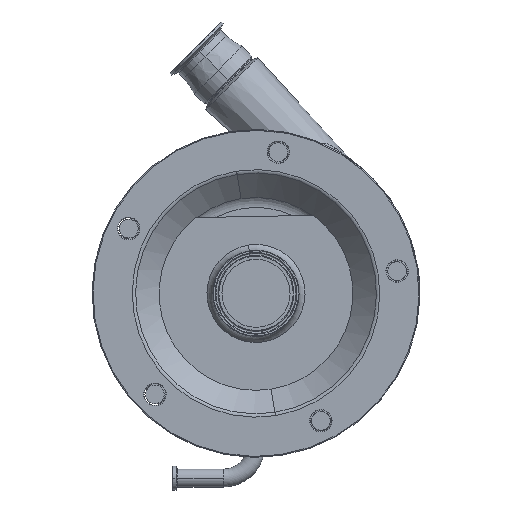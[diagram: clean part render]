
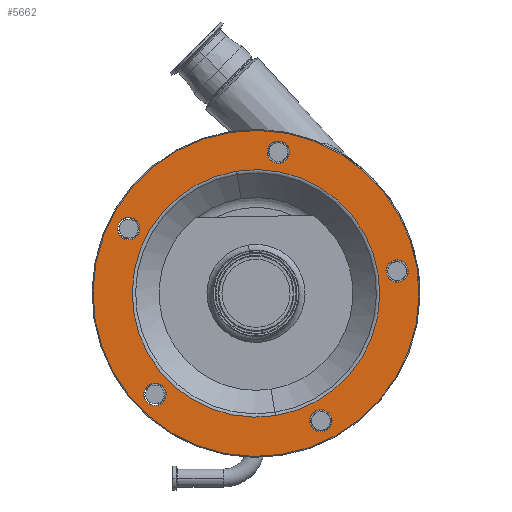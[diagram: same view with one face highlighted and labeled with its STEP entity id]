
A CAD part, top view. The second image highlights one B-rep face of the part: STEP entity #5662.
In plain terms, the highlighted planar face has unit normal (0, 0, 1).
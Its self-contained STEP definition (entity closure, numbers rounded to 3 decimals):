
#24 = AXIS2_PLACEMENT_3D ( 'NONE', #6624, #14584, #12219 ) ;
#199 = CARTESIAN_POINT ( 'NONE',  ( -135.878, 69.234, 303.5 ) ) ;
#215 = VERTEX_POINT ( 'NONE', #24038 ) ;
#460 = AXIS2_PLACEMENT_3D ( 'NONE', #11645, #23910, #19764 ) ;
#509 = EDGE_CURVE ( 'NONE', #18785, #15691, #20847, .T. ) ;
#533 = CARTESIAN_POINT ( 'NONE',  ( 23.856, 150.622, 303.5 ) ) ;
#582 = CARTESIAN_POINT ( 'NONE',  ( -137.756, 81.086, 303.5 ) ) ;
#704 = EDGE_LOOP ( 'NONE', ( #9092, #1298 ) ) ;
#761 = AXIS2_PLACEMENT_3D ( 'NONE', #17606, #9507, #24014 ) ;
#804 = ORIENTED_EDGE ( 'NONE', *, *, #24394, .T. ) ;
#924 = DIRECTION ( 'NONE',  ( 0., 0., -1. ) ) ;
#988 = EDGE_CURVE ( 'NONE', #11102, #22885, #16857, .T. ) ;
#1047 = EDGE_LOOP ( 'NONE', ( #14233, #804 ) ) ;
#1179 = AXIS2_PLACEMENT_3D ( 'NONE', #13814, #16063, #25705 ) ;
#1298 = ORIENTED_EDGE ( 'NONE', *, *, #22472, .T. ) ;
#1339 = DIRECTION ( 'NONE',  ( 0., 0., -1. ) ) ;
#1635 = DIRECTION ( 'NONE',  ( 0.156, -0.988, 0. ) ) ;
#1787 = ORIENTED_EDGE ( 'NONE', *, *, #25391, .T. ) ;
#2134 = CARTESIAN_POINT ( 'NONE',  ( 20.66, -130.445, 303.5 ) ) ;
#2164 = CARTESIAN_POINT ( 'NONE',  ( -135.878, 69.234, 303.5 ) ) ;
#2268 = CARTESIAN_POINT ( 'NONE',  ( 27.22, -171.858, 303.5 ) ) ;
#2469 = ORIENTED_EDGE ( 'NONE', *, *, #22790, .T. ) ;
#2567 = ORIENTED_EDGE ( 'NONE', *, *, #15192, .F. ) ;
#2815 = VERTEX_POINT ( 'NONE', #15980 ) ;
#2879 = CIRCLE ( 'NONE', #12626, 12. ) ;
#2943 = ORIENTED_EDGE ( 'NONE', *, *, #19855, .T. ) ;
#3085 = AXIS2_PLACEMENT_3D ( 'NONE', #2164, #16533, #10281 ) ;
#3362 = PLANE ( 'NONE',  #12864 ) ;
#3500 = FACE_BOUND ( 'NONE', #704, .T. ) ;
#3589 = EDGE_CURVE ( 'NONE', #24231, #25917, #14054, .T. ) ;
#3647 = CIRCLE ( 'NONE', #18508, 12. ) ;
#3663 = ORIENTED_EDGE ( 'NONE', *, *, #14896, .T. ) ;
#3861 = EDGE_CURVE ( 'NONE', #17337, #12930, #5995, .T. ) ;
#4179 = CARTESIAN_POINT ( 'NONE',  ( 67.356, -124.026, 303.5 ) ) ;
#4512 = CARTESIAN_POINT ( 'NONE',  ( 148.745, 35.709, 303.5 ) ) ;
#4734 = DIRECTION ( 'NONE',  ( 0.156, -0.988, 0. ) ) ;
#4746 = AXIS2_PLACEMENT_3D ( 'NONE', #15327, #8971, #13088 ) ;
#4795 = ORIENTED_EDGE ( 'NONE', *, *, #988, .F. ) ;
#5634 = CIRCLE ( 'NONE', #23915, 12. ) ;
#5662 = ADVANCED_FACE ( 'NONE', ( #25868, #3500, #23867, #11464, #7631, #15460, #23488 ), #3362, .F. ) ;
#5995 = CIRCLE ( 'NONE', #20875, 12. ) ;
#5997 = CIRCLE ( 'NONE', #17034, 12. ) ;
#6534 = CARTESIAN_POINT ( 'NONE',  ( 150.622, 23.856, 303.5 ) ) ;
#6624 = CARTESIAN_POINT ( 'NONE',  ( 0., 0., 303.5 ) ) ;
#6939 = DIRECTION ( 'NONE',  ( 0.156, -0.988, 0. ) ) ;
#7215 = EDGE_LOOP ( 'NONE', ( #20078, #8250 ) ) ;
#7294 = DIRECTION ( 'NONE',  ( 0.156, -0.988, 0. ) ) ;
#7323 = EDGE_CURVE ( 'NONE', #8778, #19400, #25683, .T. ) ;
#7631 = FACE_BOUND ( 'NONE', #10504, .T. ) ;
#8036 = CARTESIAN_POINT ( 'NONE',  ( 25.733, 138.77, 303.5 ) ) ;
#8045 = DIRECTION ( 'NONE',  ( 0., 0., -1. ) ) ;
#8250 = ORIENTED_EDGE ( 'NONE', *, *, #11717, .T. ) ;
#8575 = DIRECTION ( 'NONE',  ( 0.156, -0.988, 0. ) ) ;
#8650 = DIRECTION ( 'NONE',  ( 0.156, -0.988, 0. ) ) ;
#8778 = VERTEX_POINT ( 'NONE', #4179 ) ;
#8971 = DIRECTION ( 'NONE',  ( 0., 0., -1. ) ) ;
#9092 = ORIENTED_EDGE ( 'NONE', *, *, #3861, .T. ) ;
#9507 = DIRECTION ( 'NONE',  ( 0., 0., -1. ) ) ;
#9626 = CARTESIAN_POINT ( 'NONE',  ( -27.22, 171.858, 303.5 ) ) ;
#9754 = DIRECTION ( 'NONE',  ( 0., 0., -1. ) ) ;
#9831 = AXIS2_PLACEMENT_3D ( 'NONE', #12421, #16936, #23082 ) ;
#10075 = CIRCLE ( 'NONE', #761, 174. ) ;
#10281 = DIRECTION ( 'NONE',  ( 0.156, -0.988, 0. ) ) ;
#10504 = EDGE_LOOP ( 'NONE', ( #2469, #3663 ) ) ;
#11002 = CARTESIAN_POINT ( 'NONE',  ( 150.622, 23.856, 303.5 ) ) ;
#11092 = CIRCLE ( 'NONE', #9831, 12. ) ;
#11102 = VERTEX_POINT ( 'NONE', #2268 ) ;
#11464 = FACE_BOUND ( 'NONE', #1047, .T. ) ;
#11645 = CARTESIAN_POINT ( 'NONE',  ( 69.234, -135.878, 303.5 ) ) ;
#11717 = EDGE_CURVE ( 'NONE', #25917, #24231, #3647, .T. ) ;
#11942 = CARTESIAN_POINT ( 'NONE',  ( 21.979, 162.475, 303.5 ) ) ;
#12219 = DIRECTION ( 'NONE',  ( 0.156, -0.988, 0. ) ) ;
#12385 = VERTEX_POINT ( 'NONE', #20350 ) ;
#12421 = CARTESIAN_POINT ( 'NONE',  ( -107.834, -107.834, 303.5 ) ) ;
#12626 = AXIS2_PLACEMENT_3D ( 'NONE', #6534, #23039, #6939 ) ;
#12642 = CIRCLE ( 'NONE', #1179, 132.071 ) ;
#12864 = AXIS2_PLACEMENT_3D ( 'NONE', #9626, #9754, #1635 ) ;
#12930 = VERTEX_POINT ( 'NONE', #26071 ) ;
#13015 = DIRECTION ( 'NONE',  ( 0.156, -0.988, 0. ) ) ;
#13088 = DIRECTION ( 'NONE',  ( 0.156, -0.988, 0. ) ) ;
#13814 = CARTESIAN_POINT ( 'NONE',  ( 0., 0., 303.5 ) ) ;
#13946 = DIRECTION ( 'NONE',  ( 0.156, -0.988, 0. ) ) ;
#14054 = CIRCLE ( 'NONE', #4746, 12. ) ;
#14161 = EDGE_LOOP ( 'NONE', ( #4795, #2567 ) ) ;
#14194 = CARTESIAN_POINT ( 'NONE',  ( 71.111, -147.731, 303.5 ) ) ;
#14233 = ORIENTED_EDGE ( 'NONE', *, *, #7323, .T. ) ;
#14584 = DIRECTION ( 'NONE',  ( 0., 0., -1. ) ) ;
#14804 = CARTESIAN_POINT ( 'NONE',  ( 0., 0., 303.5 ) ) ;
#14896 = EDGE_CURVE ( 'NONE', #2815, #17011, #2879, .T. ) ;
#15192 = EDGE_CURVE ( 'NONE', #22885, #11102, #10075, .T. ) ;
#15246 = DIRECTION ( 'NONE',  ( 0., 0., -1. ) ) ;
#15327 = CARTESIAN_POINT ( 'NONE',  ( 23.856, 150.622, 303.5 ) ) ;
#15422 = CARTESIAN_POINT ( 'NONE',  ( -107.834, -107.834, 303.5 ) ) ;
#15460 = FACE_OUTER_BOUND ( 'NONE', #14161, .T. ) ;
#15514 = CARTESIAN_POINT ( 'NONE',  ( 69.234, -135.878, 303.5 ) ) ;
#15565 = ORIENTED_EDGE ( 'NONE', *, *, #509, .T. ) ;
#15691 = VERTEX_POINT ( 'NONE', #2134 ) ;
#15980 = CARTESIAN_POINT ( 'NONE',  ( 152.5, 12.004, 303.5 ) ) ;
#16063 = DIRECTION ( 'NONE',  ( 0., 0., -1. ) ) ;
#16533 = DIRECTION ( 'NONE',  ( 0., 0., -1. ) ) ;
#16767 = EDGE_CURVE ( 'NONE', #215, #12385, #5997, .T. ) ;
#16857 = CIRCLE ( 'NONE', #17278, 174. ) ;
#16936 = DIRECTION ( 'NONE',  ( 0., 0., -1. ) ) ;
#17011 = VERTEX_POINT ( 'NONE', #4512 ) ;
#17034 = AXIS2_PLACEMENT_3D ( 'NONE', #15422, #1339, #13946 ) ;
#17278 = AXIS2_PLACEMENT_3D ( 'NONE', #14804, #22951, #4734 ) ;
#17337 = VERTEX_POINT ( 'NONE', #582 ) ;
#17606 = CARTESIAN_POINT ( 'NONE',  ( 0., 0., 303.5 ) ) ;
#18508 = AXIS2_PLACEMENT_3D ( 'NONE', #533, #24639, #8650 ) ;
#18535 = CARTESIAN_POINT ( 'NONE',  ( -20.66, 130.445, 303.5 ) ) ;
#18785 = VERTEX_POINT ( 'NONE', #18535 ) ;
#19400 = VERTEX_POINT ( 'NONE', #14194 ) ;
#19764 = DIRECTION ( 'NONE',  ( 0.156, -0.988, 0. ) ) ;
#19855 = EDGE_CURVE ( 'NONE', #12385, #215, #11092, .T. ) ;
#20078 = ORIENTED_EDGE ( 'NONE', *, *, #3589, .T. ) ;
#20350 = CARTESIAN_POINT ( 'NONE',  ( -109.711, -95.982, 303.5 ) ) ;
#20847 = CIRCLE ( 'NONE', #24, 132.071 ) ;
#20875 = AXIS2_PLACEMENT_3D ( 'NONE', #199, #8045, #8575 ) ;
#21824 = AXIS2_PLACEMENT_3D ( 'NONE', #15514, #15246, #13015 ) ;
#22472 = EDGE_CURVE ( 'NONE', #12930, #17337, #23066, .T. ) ;
#22790 = EDGE_CURVE ( 'NONE', #17011, #2815, #5634, .T. ) ;
#22885 = VERTEX_POINT ( 'NONE', #25795 ) ;
#22951 = DIRECTION ( 'NONE',  ( 0., 0., -1. ) ) ;
#23039 = DIRECTION ( 'NONE',  ( 0., 0., -1. ) ) ;
#23066 = CIRCLE ( 'NONE', #3085, 12. ) ;
#23082 = DIRECTION ( 'NONE',  ( 0.156, -0.988, 0. ) ) ;
#23438 = CIRCLE ( 'NONE', #460, 12. ) ;
#23488 = FACE_BOUND ( 'NONE', #24574, .T. ) ;
#23867 = FACE_BOUND ( 'NONE', #26128, .T. ) ;
#23910 = DIRECTION ( 'NONE',  ( 0., 0., -1. ) ) ;
#23915 = AXIS2_PLACEMENT_3D ( 'NONE', #11002, #924, #7294 ) ;
#24014 = DIRECTION ( 'NONE',  ( 0.156, -0.988, 0. ) ) ;
#24038 = CARTESIAN_POINT ( 'NONE',  ( -105.957, -119.686, 303.5 ) ) ;
#24231 = VERTEX_POINT ( 'NONE', #11942 ) ;
#24394 = EDGE_CURVE ( 'NONE', #19400, #8778, #23438, .T. ) ;
#24574 = EDGE_LOOP ( 'NONE', ( #1787, #15565 ) ) ;
#24639 = DIRECTION ( 'NONE',  ( 0., 0., -1. ) ) ;
#25391 = EDGE_CURVE ( 'NONE', #15691, #18785, #12642, .T. ) ;
#25683 = CIRCLE ( 'NONE', #21824, 12. ) ;
#25705 = DIRECTION ( 'NONE',  ( 0.156, -0.988, 0. ) ) ;
#25795 = CARTESIAN_POINT ( 'NONE',  ( -27.22, 171.858, 303.5 ) ) ;
#25868 = FACE_BOUND ( 'NONE', #7215, .T. ) ;
#25917 = VERTEX_POINT ( 'NONE', #8036 ) ;
#26071 = CARTESIAN_POINT ( 'NONE',  ( -134.001, 57.381, 303.5 ) ) ;
#26128 = EDGE_LOOP ( 'NONE', ( #2943, #26259 ) ) ;
#26259 = ORIENTED_EDGE ( 'NONE', *, *, #16767, .T. ) ;
